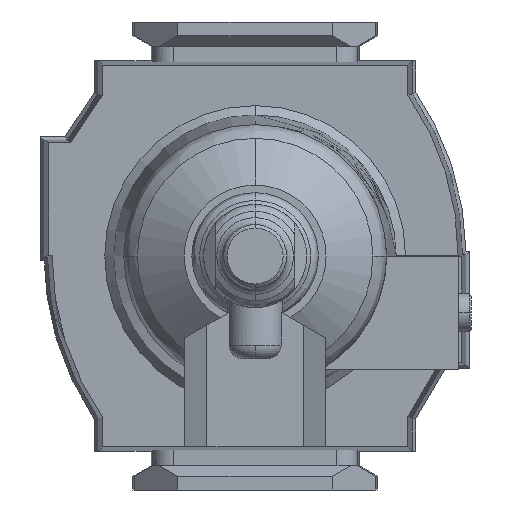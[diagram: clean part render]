
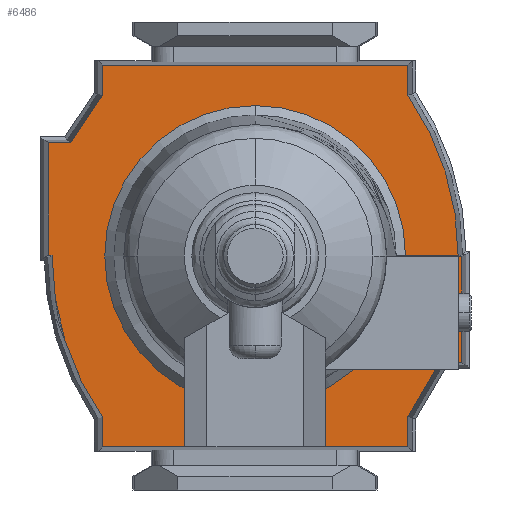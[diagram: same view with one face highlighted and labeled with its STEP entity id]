
A CAD part, front view. The second image highlights one B-rep face of the part: STEP entity #6486.
In plain terms, the highlighted planar face has unit normal (0, -1, 0).
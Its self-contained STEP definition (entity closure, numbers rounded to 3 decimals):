
#137 = DIRECTION ( 'NONE',  ( 0., 0., 1. ) ) ;
#186 = PLANE ( 'NONE',  #9249 ) ;
#212 = EDGE_CURVE ( 'NONE', #243, #8294, #7813, .T. ) ;
#223 = VECTOR ( 'NONE', #12558, 1000. ) ;
#243 = VERTEX_POINT ( 'NONE', #8454 ) ;
#341 = CARTESIAN_POINT ( 'NONE',  ( -23.383, -38.5, 22.2 ) ) ;
#421 = EDGE_CURVE ( 'NONE', #7162, #7330, #5072, .T. ) ;
#664 = LINE ( 'NONE', #7096, #8242 ) ;
#791 = CARTESIAN_POINT ( 'NONE',  ( 16.5, -38.5, 26.8 ) ) ;
#855 = LINE ( 'NONE', #8512, #6789 ) ;
#857 = CIRCLE ( 'NONE', #6372, 41.1 ) ;
#1025 = VECTOR ( 'NONE', #12860, 1000. ) ;
#1277 = CARTESIAN_POINT ( 'NONE',  ( 27.75, -38.5, -22.2 ) ) ;
#1333 = DIRECTION ( 'NONE',  ( 0., 0., -1. ) ) ;
#1336 = DIRECTION ( 'NONE',  ( 0., 0., 1. ) ) ;
#1343 = CARTESIAN_POINT ( 'NONE',  ( 23.362, -38.5, 22.2 ) ) ;
#1354 = EDGE_CURVE ( 'NONE', #8294, #3169, #11335, .T. ) ;
#1370 = EDGE_CURVE ( 'NONE', #5376, #7151, #664, .T. ) ;
#1496 = VECTOR ( 'NONE', #7130, 1000. ) ;
#1633 = CARTESIAN_POINT ( 'NONE',  ( -27.75, -38.5, -22.2 ) ) ;
#1701 = DIRECTION ( 'NONE',  ( 0., 0., -1. ) ) ;
#1779 = CARTESIAN_POINT ( 'NONE',  ( 0.1, -38.5, 29.5 ) ) ;
#1878 = EDGE_CURVE ( 'NONE', #3169, #13436, #13461, .T. ) ;
#1990 = VERTEX_POINT ( 'NONE', #10948 ) ;
#2195 = EDGE_LOOP ( 'NONE', ( #2911, #4128, #13211, #11621, #12442, #14795, #6644, #13225, #3304, #12340, #4078, #8533, #4281, #10955, #6031, #5982, #13030 ) ) ;
#2266 = VERTEX_POINT ( 'NONE', #10522 ) ;
#2517 = DIRECTION ( 'NONE',  ( 0., -1., 0. ) ) ;
#2890 = EDGE_CURVE ( 'NONE', #13436, #12802, #4849, .T. ) ;
#2911 = ORIENTED_EDGE ( 'NONE', *, *, #421, .F. ) ;
#2999 = CARTESIAN_POINT ( 'NONE',  ( -15.5, -38.5, -26.8 ) ) ;
#3169 = VERTEX_POINT ( 'NONE', #791 ) ;
#3304 = ORIENTED_EDGE ( 'NONE', *, *, #2890, .F. ) ;
#3424 = VECTOR ( 'NONE', #14512, 1000. ) ;
#3434 = DIRECTION ( 'NONE',  ( 0., 0., 1. ) ) ;
#3571 = CARTESIAN_POINT ( 'NONE',  ( 16.5, -38.5, 26.8 ) ) ;
#3737 = CARTESIAN_POINT ( 'NONE',  ( 16.5, -38.5, 30. ) ) ;
#4078 = ORIENTED_EDGE ( 'NONE', *, *, #1354, .F. ) ;
#4128 = ORIENTED_EDGE ( 'NONE', *, *, #8223, .F. ) ;
#4224 = FACE_OUTER_BOUND ( 'NONE', #2195, .T. ) ;
#4281 = ORIENTED_EDGE ( 'NONE', *, *, #9333, .F. ) ;
#4690 = CARTESIAN_POINT ( 'NONE',  ( 0., -38.5, 11.6 ) ) ;
#4849 = LINE ( 'NONE', #7089, #14617 ) ;
#4952 = CARTESIAN_POINT ( 'NONE',  ( -23.35, -38.5, -22.2 ) ) ;
#5072 = LINE ( 'NONE', #11152, #223 ) ;
#5376 = VERTEX_POINT ( 'NONE', #1277 ) ;
#5451 = EDGE_CURVE ( 'NONE', #1990, #14618, #12356, .T. ) ;
#5661 = DIRECTION ( 'NONE',  ( -1., 0., 0. ) ) ;
#5706 = VECTOR ( 'NONE', #14437, 1000. ) ;
#5821 = DIRECTION ( 'NONE',  ( 0., 1., 0. ) ) ;
#5917 = CARTESIAN_POINT ( 'NONE',  ( 27.75, -38.5, 22.2 ) ) ;
#5956 = CARTESIAN_POINT ( 'NONE',  ( -28.86, -38.5, 31.2 ) ) ;
#5962 = DIRECTION ( 'NONE',  ( 0., 1., 0. ) ) ;
#5967 = VECTOR ( 'NONE', #11915, 1000. ) ;
#5982 = ORIENTED_EDGE ( 'NONE', *, *, #5451, .F. ) ;
#6031 = ORIENTED_EDGE ( 'NONE', *, *, #12371, .F. ) ;
#6147 = DIRECTION ( 'NONE',  ( 0.831, 0., -0.557 ) ) ;
#6372 = AXIS2_PLACEMENT_3D ( 'NONE', #6989, #5821, #3434 ) ;
#6454 = DIRECTION ( 'NONE',  ( 0., 0., -1. ) ) ;
#6486 = ADVANCED_FACE ( 'NONE', ( #4224 ), #186, .T. ) ;
#6551 = VERTEX_POINT ( 'NONE', #13398 ) ;
#6644 = ORIENTED_EDGE ( 'NONE', *, *, #1370, .F. ) ;
#6789 = VECTOR ( 'NONE', #1701, 1000. ) ;
#6989 = CARTESIAN_POINT ( 'NONE',  ( 0., -38.5, -11.6 ) ) ;
#7000 = EDGE_CURVE ( 'NONE', #7330, #1990, #9434, .T. ) ;
#7088 = DIRECTION ( 'NONE',  ( 0., 0., 1. ) ) ;
#7089 = CARTESIAN_POINT ( 'NONE',  ( 27.75, -38.5, 22.2 ) ) ;
#7096 = CARTESIAN_POINT ( 'NONE',  ( 23.383, -38.5, -22.2 ) ) ;
#7130 = DIRECTION ( 'NONE',  ( 1., 0., 0. ) ) ;
#7151 = VERTEX_POINT ( 'NONE', #14002 ) ;
#7162 = VERTEX_POINT ( 'NONE', #4952 ) ;
#7330 = VERTEX_POINT ( 'NONE', #1633 ) ;
#7413 = CARTESIAN_POINT ( 'NONE',  ( -23.35, -38.5, -22.2 ) ) ;
#7549 = CARTESIAN_POINT ( 'NONE',  ( -27.75, -38.5, 22.2 ) ) ;
#7619 = CARTESIAN_POINT ( 'NONE',  ( 16.5, -38.5, 30. ) ) ;
#7770 = CIRCLE ( 'NONE', #9253, 41.1 ) ;
#7813 = LINE ( 'NONE', #3737, #5967 ) ;
#7842 = EDGE_CURVE ( 'NONE', #13107, #10531, #11372, .T. ) ;
#8000 = CARTESIAN_POINT ( 'NONE',  ( -0.1, -38.5, -30. ) ) ;
#8223 = EDGE_CURVE ( 'NONE', #10531, #7162, #14194, .T. ) ;
#8242 = VECTOR ( 'NONE', #11767, 1000. ) ;
#8250 = VECTOR ( 'NONE', #6454, 1000. ) ;
#8294 = VERTEX_POINT ( 'NONE', #7619 ) ;
#8441 = CARTESIAN_POINT ( 'NONE',  ( 0.1, -38.5, 30. ) ) ;
#8454 = CARTESIAN_POINT ( 'NONE',  ( 0.1, -38.5, 30. ) ) ;
#8512 = CARTESIAN_POINT ( 'NONE',  ( -0.1, -38.5, -30. ) ) ;
#8533 = ORIENTED_EDGE ( 'NONE', *, *, #212, .F. ) ;
#8680 = CARTESIAN_POINT ( 'NONE',  ( -23.383, -38.5, 22.2 ) ) ;
#8808 = EDGE_CURVE ( 'NONE', #2266, #13336, #855, .T. ) ;
#8906 = CIRCLE ( 'NONE', #13432, 41.1 ) ;
#9249 = AXIS2_PLACEMENT_3D ( 'NONE', #5956, #2517, #1333 ) ;
#9253 = AXIS2_PLACEMENT_3D ( 'NONE', #11864, #5962, #7088 ) ;
#9317 = EDGE_CURVE ( 'NONE', #12802, #5376, #13843, .T. ) ;
#9326 = VERTEX_POINT ( 'NONE', #1779 ) ;
#9333 = EDGE_CURVE ( 'NONE', #9326, #243, #10804, .T. ) ;
#9434 = LINE ( 'NONE', #7549, #3424 ) ;
#9548 = VECTOR ( 'NONE', #1336, 1000. ) ;
#9671 = CARTESIAN_POINT ( 'NONE',  ( 23.362, -38.5, 22.2 ) ) ;
#9704 = EDGE_CURVE ( 'NONE', #6551, #9326, #857, .T. ) ;
#10012 = EDGE_CURVE ( 'NONE', #13336, #13107, #10246, .T. ) ;
#10246 = LINE ( 'NONE', #10328, #14922 ) ;
#10328 = CARTESIAN_POINT ( 'NONE',  ( -15.5, -38.5, -30. ) ) ;
#10491 = CARTESIAN_POINT ( 'NONE',  ( -15.5, -38.5, -26.8 ) ) ;
#10522 = CARTESIAN_POINT ( 'NONE',  ( -0.1, -38.5, -29.5 ) ) ;
#10531 = VERTEX_POINT ( 'NONE', #2999 ) ;
#10804 = LINE ( 'NONE', #8441, #5706 ) ;
#10948 = CARTESIAN_POINT ( 'NONE',  ( -27.75, -38.5, 22.2 ) ) ;
#10955 = ORIENTED_EDGE ( 'NONE', *, *, #9704, .F. ) ;
#10994 = VECTOR ( 'NONE', #11992, 1000. ) ;
#11152 = CARTESIAN_POINT ( 'NONE',  ( -27.75, -38.5, -22.2 ) ) ;
#11335 = LINE ( 'NONE', #3571, #1025 ) ;
#11372 = LINE ( 'NONE', #10491, #9548 ) ;
#11621 = ORIENTED_EDGE ( 'NONE', *, *, #10012, .F. ) ;
#11640 = DIRECTION ( 'NONE',  ( 0., 1., 0. ) ) ;
#11767 = DIRECTION ( 'NONE',  ( -1., 0., 0. ) ) ;
#11813 = DIRECTION ( 'NONE',  ( 1., 0., 0. ) ) ;
#11864 = CARTESIAN_POINT ( 'NONE',  ( 0., -38.5, -11.6 ) ) ;
#11915 = DIRECTION ( 'NONE',  ( 1., 0., 0. ) ) ;
#11992 = DIRECTION ( 'NONE',  ( -0.863, 0., 0.506 ) ) ;
#12340 = ORIENTED_EDGE ( 'NONE', *, *, #1878, .F. ) ;
#12356 = LINE ( 'NONE', #341, #1496 ) ;
#12371 = EDGE_CURVE ( 'NONE', #14618, #6551, #7770, .T. ) ;
#12402 = VECTOR ( 'NONE', #6147, 1000. ) ;
#12442 = ORIENTED_EDGE ( 'NONE', *, *, #8808, .F. ) ;
#12558 = DIRECTION ( 'NONE',  ( -1., 0., 0. ) ) ;
#12802 = VERTEX_POINT ( 'NONE', #5917 ) ;
#12860 = DIRECTION ( 'NONE',  ( 0., 0., -1. ) ) ;
#12891 = CARTESIAN_POINT ( 'NONE',  ( -15.5, -38.5, -30. ) ) ;
#13030 = ORIENTED_EDGE ( 'NONE', *, *, #7000, .F. ) ;
#13107 = VERTEX_POINT ( 'NONE', #12891 ) ;
#13211 = ORIENTED_EDGE ( 'NONE', *, *, #7842, .F. ) ;
#13225 = ORIENTED_EDGE ( 'NONE', *, *, #9317, .F. ) ;
#13336 = VERTEX_POINT ( 'NONE', #8000 ) ;
#13352 = CARTESIAN_POINT ( 'NONE',  ( 27.75, -38.5, -22.2 ) ) ;
#13398 = CARTESIAN_POINT ( 'NONE',  ( 0., -38.5, 29.5 ) ) ;
#13432 = AXIS2_PLACEMENT_3D ( 'NONE', #4690, #11640, #137 ) ;
#13436 = VERTEX_POINT ( 'NONE', #1343 ) ;
#13461 = LINE ( 'NONE', #9671, #12402 ) ;
#13692 = EDGE_CURVE ( 'NONE', #7151, #2266, #8906, .T. ) ;
#13843 = LINE ( 'NONE', #13352, #8250 ) ;
#14002 = CARTESIAN_POINT ( 'NONE',  ( 23.383, -38.5, -22.2 ) ) ;
#14194 = LINE ( 'NONE', #7413, #10994 ) ;
#14437 = DIRECTION ( 'NONE',  ( 0., 0., 1. ) ) ;
#14512 = DIRECTION ( 'NONE',  ( 0., 0., 1. ) ) ;
#14617 = VECTOR ( 'NONE', #11813, 1000. ) ;
#14618 = VERTEX_POINT ( 'NONE', #8680 ) ;
#14795 = ORIENTED_EDGE ( 'NONE', *, *, #13692, .F. ) ;
#14922 = VECTOR ( 'NONE', #5661, 1000. ) ;
